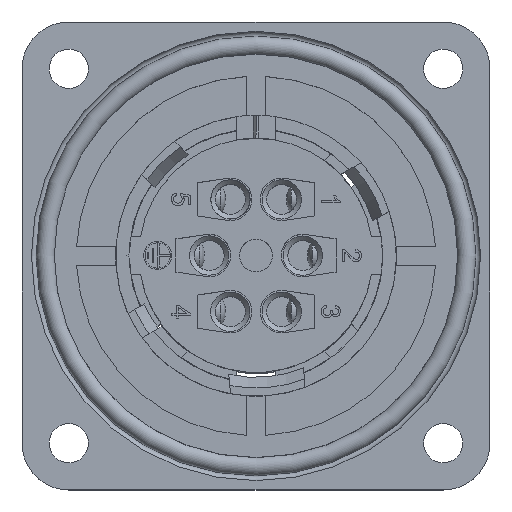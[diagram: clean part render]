
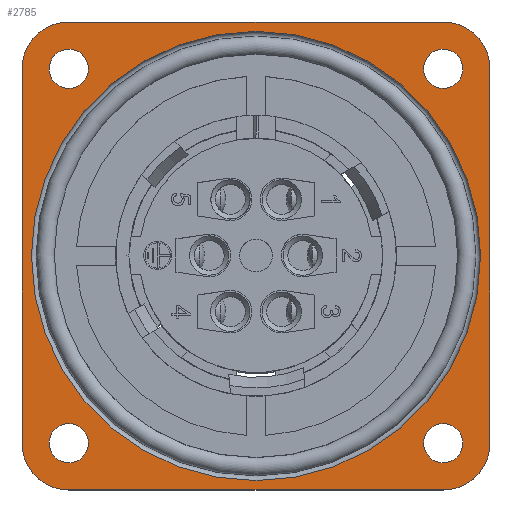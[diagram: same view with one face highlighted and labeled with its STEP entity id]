
A CAD part, top view. The second image highlights one B-rep face of the part: STEP entity #2785.
In plain terms, the highlighted planar face has unit normal (0, 0, 1).
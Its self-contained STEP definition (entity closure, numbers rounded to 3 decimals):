
#1117=LINE('',#13979,#1830);
#1122=LINE('',#13994,#1835);
#1126=LINE('',#14006,#1839);
#1130=LINE('',#14018,#1843);
#1830=VECTOR('',#11267,1.);
#1835=VECTOR('',#11280,1.);
#1839=VECTOR('',#11292,1.);
#1843=VECTOR('',#11304,1.);
#2384=PLANE('',#9782);
#2785=ADVANCED_FACE('',(#3321,#3322,#3323,#3324,#3325,#3326),#2384,.T.);
#3321=FACE_BOUND('',#3674,.T.);
#3322=FACE_BOUND('',#3675,.T.);
#3323=FACE_BOUND('',#3676,.T.);
#3324=FACE_BOUND('',#3677,.T.);
#3325=FACE_BOUND('',#3678,.T.);
#3326=FACE_BOUND('',#3679,.T.);
#3674=EDGE_LOOP('',(#4955));
#3675=EDGE_LOOP('',(#4956));
#3676=EDGE_LOOP('',(#4957));
#3677=EDGE_LOOP('',(#4958));
#3678=EDGE_LOOP('',(#4959));
#3679=EDGE_LOOP('',(#4960,#4961,#4962,#4963,#4964,#4965,#4966,#4967));
#4955=ORIENTED_EDGE('',*,*,#8228,.F.);
#4956=ORIENTED_EDGE('',*,*,#8230,.T.);
#4957=ORIENTED_EDGE('',*,*,#8232,.T.);
#4958=ORIENTED_EDGE('',*,*,#8234,.T.);
#4959=ORIENTED_EDGE('',*,*,#8236,.T.);
#4960=ORIENTED_EDGE('',*,*,#8256,.T.);
#4961=ORIENTED_EDGE('',*,*,#8259,.T.);
#4962=ORIENTED_EDGE('',*,*,#8237,.T.);
#4963=ORIENTED_EDGE('',*,*,#8241,.T.);
#4964=ORIENTED_EDGE('',*,*,#8244,.T.);
#4965=ORIENTED_EDGE('',*,*,#8247,.T.);
#4966=ORIENTED_EDGE('',*,*,#8250,.T.);
#4967=ORIENTED_EDGE('',*,*,#8253,.T.);
#7182=VERTEX_POINT('',#13957);
#7184=VERTEX_POINT('',#13962);
#7186=VERTEX_POINT('',#13967);
#7188=VERTEX_POINT('',#13972);
#7190=VERTEX_POINT('',#13977);
#7191=VERTEX_POINT('',#13980);
#7192=VERTEX_POINT('',#13981);
#7195=VERTEX_POINT('',#13989);
#7197=VERTEX_POINT('',#13995);
#7199=VERTEX_POINT('',#14001);
#7201=VERTEX_POINT('',#14007);
#7203=VERTEX_POINT('',#14013);
#7205=VERTEX_POINT('',#14019);
#8228=EDGE_CURVE('',#7182,#7182,#9238,.T.);
#8230=EDGE_CURVE('',#7184,#7184,#9240,.T.);
#8232=EDGE_CURVE('',#7186,#7186,#9242,.T.);
#8234=EDGE_CURVE('',#7188,#7188,#9244,.T.);
#8236=EDGE_CURVE('',#7190,#7190,#9246,.T.);
#8237=EDGE_CURVE('',#7191,#7192,#1117,.T.);
#8241=EDGE_CURVE('',#7192,#7195,#9247,.T.);
#8244=EDGE_CURVE('',#7195,#7197,#1122,.T.);
#8247=EDGE_CURVE('',#7197,#7199,#9249,.T.);
#8250=EDGE_CURVE('',#7199,#7201,#1126,.T.);
#8253=EDGE_CURVE('',#7201,#7203,#9251,.T.);
#8256=EDGE_CURVE('',#7203,#7205,#1130,.T.);
#8259=EDGE_CURVE('',#7205,#7191,#9253,.T.);
#9238=CIRCLE('',#9754,24.);
#9240=CIRCLE('',#9757,2.1);
#9242=CIRCLE('',#9760,2.1);
#9244=CIRCLE('',#9763,2.1);
#9246=CIRCLE('',#9766,2.1);
#9247=CIRCLE('',#9769,5.);
#9249=CIRCLE('',#9773,5.);
#9251=CIRCLE('',#9777,5.);
#9253=CIRCLE('',#9781,5.);
#9754=AXIS2_PLACEMENT_3D('',#13956,#11239,#11240);
#9757=AXIS2_PLACEMENT_3D('',#13961,#11245,#11246);
#9760=AXIS2_PLACEMENT_3D('',#13966,#11251,#11252);
#9763=AXIS2_PLACEMENT_3D('',#13971,#11257,#11258);
#9766=AXIS2_PLACEMENT_3D('',#13976,#11263,#11264);
#9769=AXIS2_PLACEMENT_3D('',#13988,#11273,#11274);
#9773=AXIS2_PLACEMENT_3D('',#14000,#11285,#11286);
#9777=AXIS2_PLACEMENT_3D('',#14012,#11297,#11298);
#9781=AXIS2_PLACEMENT_3D('',#14024,#11309,#11310);
#9782=AXIS2_PLACEMENT_3D('',#14025,#11311,#11312);
#11239=DIRECTION('',(0.,0.,1.));
#11240=DIRECTION('',(0.,1.,0.));
#11245=DIRECTION('',(0.,0.,-1.));
#11246=DIRECTION('',(1.,0.,0.));
#11251=DIRECTION('',(0.,0.,-1.));
#11252=DIRECTION('',(1.,0.,0.));
#11257=DIRECTION('',(0.,0.,-1.));
#11258=DIRECTION('',(1.,0.,0.));
#11263=DIRECTION('',(0.,0.,-1.));
#11264=DIRECTION('',(1.,0.,0.));
#11267=DIRECTION('',(1.,0.,0.));
#11273=DIRECTION('',(0.,0.,1.));
#11274=DIRECTION('',(0.,-1.,0.));
#11280=DIRECTION('',(0.,1.,0.));
#11285=DIRECTION('',(0.,0.,1.));
#11286=DIRECTION('',(1.,0.,0.));
#11292=DIRECTION('',(-1.,0.,0.));
#11297=DIRECTION('',(0.,0.,1.));
#11298=DIRECTION('',(0.,1.,0.));
#11304=DIRECTION('',(0.,-1.,0.));
#11309=DIRECTION('',(0.,0.,1.));
#11310=DIRECTION('',(-1.,0.,0.));
#11311=DIRECTION('',(0.,0.,1.));
#11312=DIRECTION('',(1.,0.,0.));
#13956=CARTESIAN_POINT('',(0.,0.,17.5));
#13957=CARTESIAN_POINT('',(0.,24.,17.5));
#13961=CARTESIAN_POINT('',(-20.,-20.,17.5));
#13962=CARTESIAN_POINT('',(-17.9,-20.,17.5));
#13966=CARTESIAN_POINT('',(20.,-20.,17.5));
#13967=CARTESIAN_POINT('',(22.1,-20.,17.5));
#13971=CARTESIAN_POINT('',(20.,20.,17.5));
#13972=CARTESIAN_POINT('',(22.1,20.,17.5));
#13976=CARTESIAN_POINT('',(-20.,20.,17.5));
#13977=CARTESIAN_POINT('',(-17.9,20.,17.5));
#13979=CARTESIAN_POINT('',(-20.,-25.,17.5));
#13980=CARTESIAN_POINT('',(-20.,-25.,17.5));
#13981=CARTESIAN_POINT('',(20.,-25.,17.5));
#13988=CARTESIAN_POINT('',(20.,-20.,17.5));
#13989=CARTESIAN_POINT('',(25.,-20.,17.5));
#13994=CARTESIAN_POINT('',(25.,-20.,17.5));
#13995=CARTESIAN_POINT('',(25.,20.,17.5));
#14000=CARTESIAN_POINT('',(20.,20.,17.5));
#14001=CARTESIAN_POINT('',(20.,25.,17.5));
#14006=CARTESIAN_POINT('',(20.,25.,17.5));
#14007=CARTESIAN_POINT('',(-20.,25.,17.5));
#14012=CARTESIAN_POINT('',(-20.,20.,17.5));
#14013=CARTESIAN_POINT('',(-25.,20.,17.5));
#14018=CARTESIAN_POINT('',(-25.,20.,17.5));
#14019=CARTESIAN_POINT('',(-25.,-20.,17.5));
#14024=CARTESIAN_POINT('',(-20.,-20.,17.5));
#14025=CARTESIAN_POINT('',(-27.6,-27.6,17.5));
